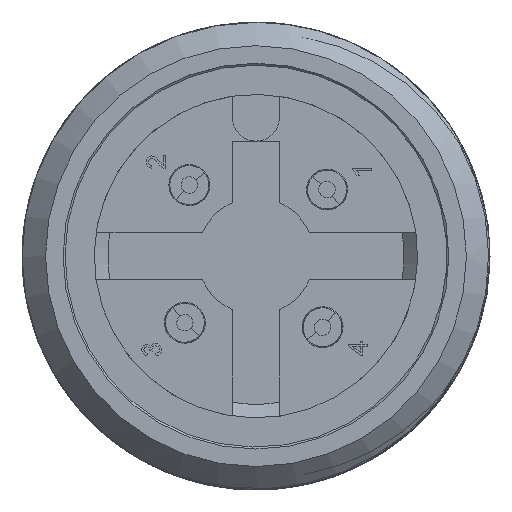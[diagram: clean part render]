
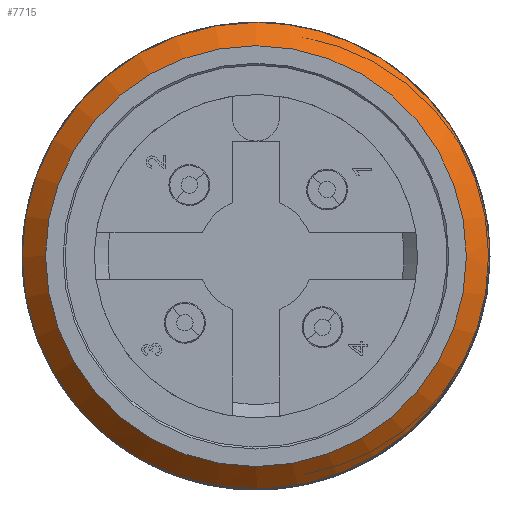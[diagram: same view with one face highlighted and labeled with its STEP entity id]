
A CAD part, left-side view. The second image highlights one B-rep face of the part: STEP entity #7715.
In plain terms, the highlighted conical face has half-angle 45 degrees and reference radius 5.7 mm.
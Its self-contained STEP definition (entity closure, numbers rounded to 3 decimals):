
#237=CONICAL_SURFACE('',#8150,5.7,0.785);
#522=FACE_OUTER_BOUND('',#866,.T.);
#866=EDGE_LOOP('',(#6243,#6244,#6245,#6246,#6247,#6248));
#935=CIRCLE('',#7894,6.);
#1011=CIRCLE('',#8149,5.4);
#1012=CIRCLE('',#8151,6.);
#1013=CIRCLE('',#8152,6.);
#2083=LINE('',#19067,#2608);
#2608=VECTOR('',#9441,5.7);
#3005=VERTEX_POINT('',#17731);
#3006=VERTEX_POINT('',#17733);
#3352=VERTEX_POINT('',#19062);
#3353=VERTEX_POINT('',#19065);
#3980=EDGE_CURVE('',#3006,#3005,#935,.T.);
#4496=EDGE_CURVE('',#3352,#3352,#1011,.T.);
#4497=EDGE_CURVE('',#3005,#3353,#1012,.T.);
#4498=EDGE_CURVE('',#3353,#3352,#2083,.T.);
#4499=EDGE_CURVE('',#3353,#3006,#1013,.T.);
#6243=ORIENTED_EDGE('',*,*,#4497,.T.);
#6244=ORIENTED_EDGE('',*,*,#4498,.T.);
#6245=ORIENTED_EDGE('',*,*,#4496,.T.);
#6246=ORIENTED_EDGE('',*,*,#4498,.F.);
#6247=ORIENTED_EDGE('',*,*,#4499,.T.);
#6248=ORIENTED_EDGE('',*,*,#3980,.T.);
#7715=ADVANCED_FACE('',(#522),#237,.T.);
#7894=AXIS2_PLACEMENT_3D('',#17734,#8511,#8512);
#8149=AXIS2_PLACEMENT_3D('',#19063,#9435,#9436);
#8150=AXIS2_PLACEMENT_3D('',#19064,#9437,#9438);
#8151=AXIS2_PLACEMENT_3D('',#19066,#9439,#9440);
#8152=AXIS2_PLACEMENT_3D('',#19068,#9442,#9443);
#8511=DIRECTION('center_axis',(-1.,0.,0.));
#8512=DIRECTION('ref_axis',(0.,0.,
-1.));
#9435=DIRECTION('center_axis',(1.,0.,0.));
#9436=DIRECTION('ref_axis',(0.,0.,
-1.));
#9437=DIRECTION('center_axis',(1.,0.,0.));
#9438=DIRECTION('ref_axis',(0.,0.,
-1.));
#9439=DIRECTION('center_axis',(-1.,0.,0.));
#9440=DIRECTION('ref_axis',(0.,0.,
-1.));
#9441=DIRECTION('',(-0.707,0.,-0.707));
#9442=DIRECTION('center_axis',(-1.,0.,0.));
#9443=DIRECTION('ref_axis',(0.,0.,
-1.));
#17731=CARTESIAN_POINT('',(-29.321,-15.897,14.865));
#17733=CARTESIAN_POINT('',(-29.321,-15.904,12.847));
#17734=CARTESIAN_POINT('Origin',(-29.321,-9.986,13.838));
#19062=CARTESIAN_POINT('',(-29.921,-9.986,19.238));
#19063=CARTESIAN_POINT('Origin',(-29.921,-9.986,13.838));
#19064=CARTESIAN_POINT('Origin',(-29.621,-9.986,13.838));
#19065=CARTESIAN_POINT('',(-29.321,-9.986,19.838));
#19066=CARTESIAN_POINT('Origin',(-29.321,-9.986,13.838));
#19067=CARTESIAN_POINT('',(-29.621,-9.986,19.538));
#19068=CARTESIAN_POINT('Origin',(-29.321,-9.986,13.838));
